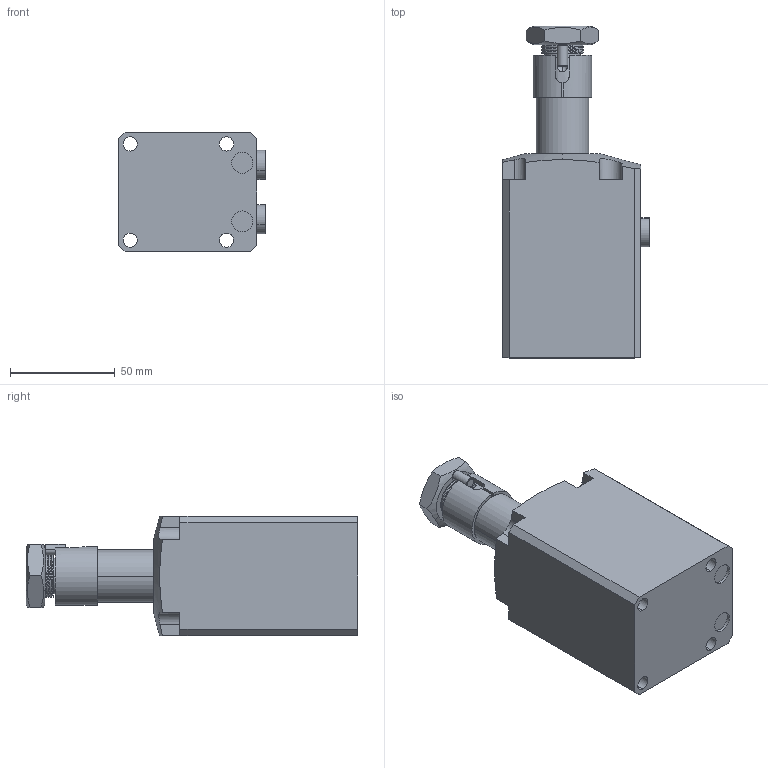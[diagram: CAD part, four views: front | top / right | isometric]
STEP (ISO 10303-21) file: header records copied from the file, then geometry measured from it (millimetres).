
FILE_DESCRIPTION (( 'STEP AP203' ), '1' );
FILE_NAME ('CBTU-6L-90.STEP', '2019-03-29T02:21:20', ( '' ), ( '' ), 'SwSTEP 2.0', 'SolidWorks 2017', '' );
FILE_SCHEMA (( 'CONFIG_CONTROL_DESIGN' ));
Length unit declared in the file: millimetre
Products named in the file (7): CBTU6蹟譫; 囀鞠褒黑芛郔陔1-8; CBTU6袪杶; CBTU06掛极; CBTU6活塞杆; CBTU6隅弇种; CBTU-6L-90
Assembly tree (7 placements, depth 2):
  CBTU-6L-90
    CBTU06掛极
    CBTU6活塞杆
    CBTU6蹟譫
    CBTU6袪杶
    囀鞠褒黑芛郔陔1-8  x2
    CBTU6隅弇种
Bounding box: 70 x 158.5 x 57 mm (x, y, z)
Volume: 383210.1 mm3; surface area: 58679.5 mm2
Topology: 7 solids, 7 shells, 173 faces, 417 edges, 271 vertices
Faces by surface type: plane 76, cylinder 70, cone 19, torus 4, sphere 2, bspline 2
Entity records: 6678 total; most frequent: CARTESIAN_POINT 2376, ORIENTED_EDGE 758, DIRECTION 714, EDGE_CURVE 379, AXIS2_PLACEMENT_3D 269, VERTEX_POINT 247, EDGE_LOOP 176, LINE 176
